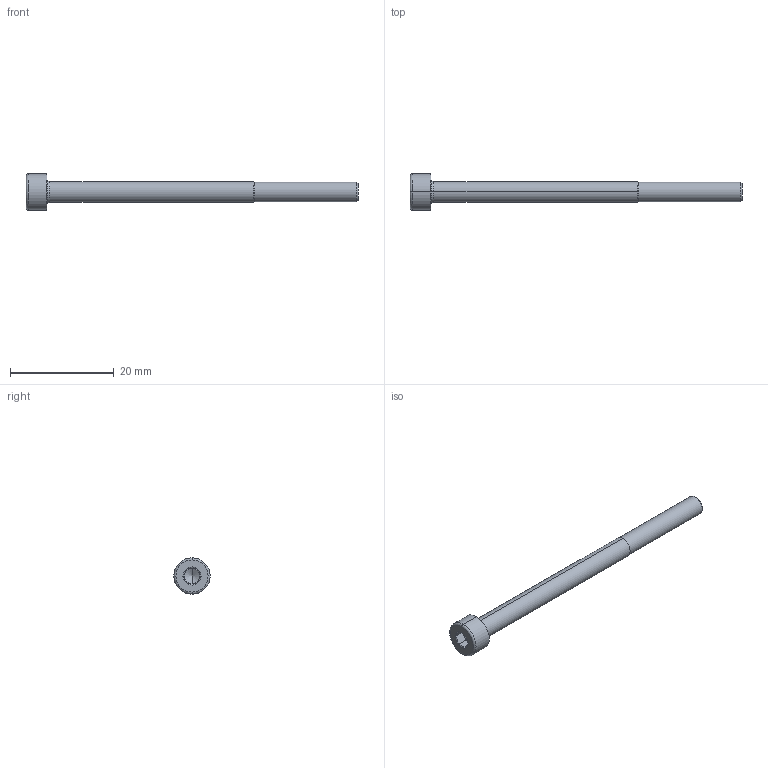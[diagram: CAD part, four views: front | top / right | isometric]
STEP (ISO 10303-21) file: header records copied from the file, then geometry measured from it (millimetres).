
FILE_DESCRIPTION(('HOOPS Exchange Step'),'2;1');
FILE_NAME('export-3AA2B8C2-DD20-4FEE-BEEC-2C02CF88FB3B.stp','2022-06-23T12:25:41+02:00',('User'),('Alibre'),'HOOPS Exchange 2021.0','Alibre','Unknown authorisation');
FILE_SCHEMA( ('AP242_MANAGED_MODEL_BASED_3D_ENGINEERING_MIM_LF {1 0 10303 442 1 1 4 }') );
Length unit declared in the file: millimetre
Products named in the file (1): 5960 M4x40 DIN 912 metric bolts
Bounding box: 64 x 7 x 7 mm (x, y, z)
Volume: 865.1 mm3; surface area: 918.1 mm2
Topology: 1 solids, 1 shells, 35 faces, 80 edges, 47 vertices
Faces by surface type: plane 15, cone 9, torus 6, cylinder 5
Full cylindrical faces by diameter (mm): 3.8 x1
Entity records: 1013 total; most frequent: CARTESIAN_POINT 181, DIRECTION 181, ORIENTED_EDGE 156, EDGE_CURVE 78, AXIS2_PLACEMENT_3D 75, VERTEX_POINT 47, CIRCLE 38, EDGE_LOOP 37
